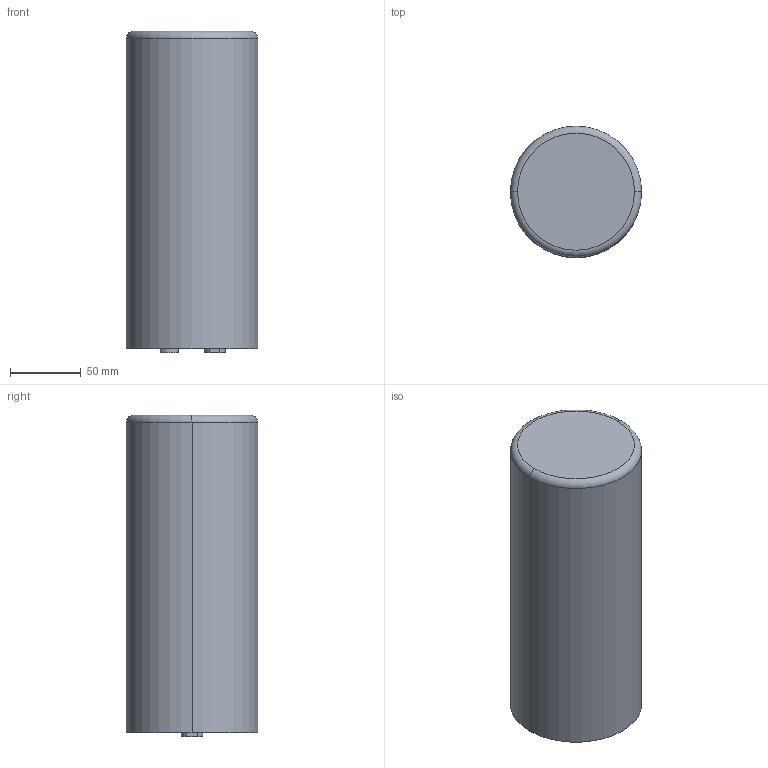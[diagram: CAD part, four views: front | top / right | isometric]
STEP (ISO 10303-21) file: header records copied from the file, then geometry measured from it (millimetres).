
FILE_DESCRIPTION((''),'2;1');
FILE_NAME('CAPPR_KEMET_PEH200ZZ4470MU2_Part1.stp','2014-01-20T09:43:24',(''),(''),'Mechanical Desktop 2011','Mechanical Desktop 2011',', , ');
FILE_SCHEMA(('AUTOMOTIVE_DESIGN { 1 2 10303 214 1 1 1 1 }'));
Length unit declared in the file: millimetre
Products named in the file (1): Product
Bounding box: 92.6 x 92.6 x 226.9 mm (x, y, z)
Volume: 1483955.5 mm3; surface area: 93794.8 mm2
Topology: 4 solids, 4 shells, 31 faces, 58 edges, 38 vertices
Faces by surface type: plane 15, cylinder 14, torus 2
Entity records: 844 total; most frequent: DIRECTION 154, CARTESIAN_POINT 128, ORIENTED_EDGE 116, AXIS2_PLACEMENT_3D 64, EDGE_CURVE 58, VERTEX_POINT 38, EDGE_LOOP 34, CIRCLE 32
